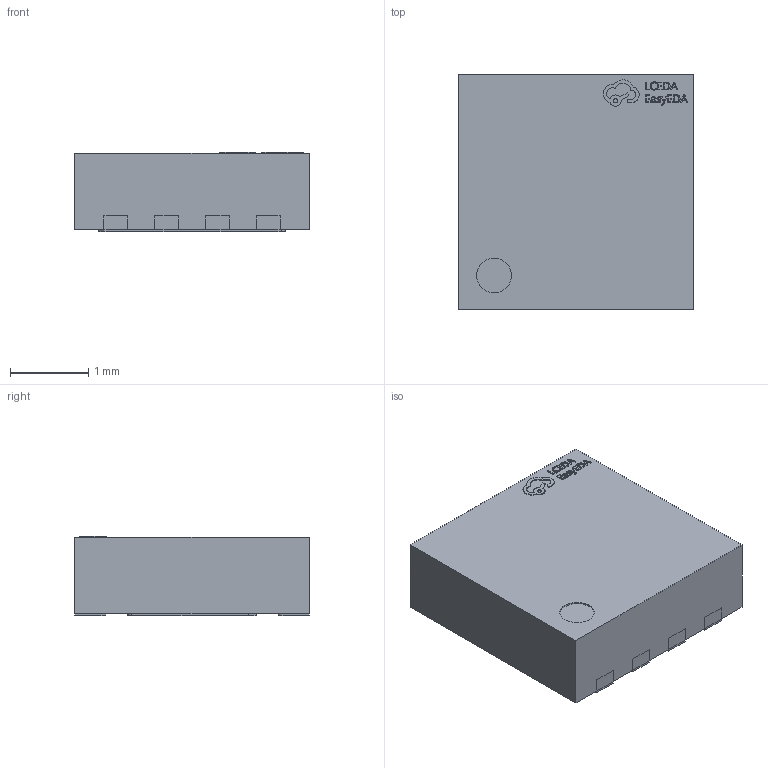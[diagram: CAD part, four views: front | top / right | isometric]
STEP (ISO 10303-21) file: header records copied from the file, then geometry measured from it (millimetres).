
FILE_DESCRIPTION (( 'STEP AP214' ), '1' );
FILE_NAME ('DFN-8_L3.0-W3.0-P0.65-BL-EP-1.step', '2022-06-30T13:28:15', ( '' ), ( '' ), 'SwSTEP 2.0', 'SolidWorks 2020', '' );
FILE_SCHEMA (( 'AUTOMOTIVE_DESIGN' ));
Length unit declared in the file: millimetre
Products named in the file (1): DFN-8_L3.0-W3.0-P0.65-BL-EP-1
Bounding box: 3 x 3 x 1.01 mm (x, y, z)
Surface area: 46.3 mm2
Topology: 18 solids, 18 shells, 478 faces, 1245 edges, 830 vertices
Faces by surface type: plane 313, bspline 112, cylinder 53
Entity records: 20565 total; most frequent: CARTESIAN_POINT 4658, ORIENTED_EDGE 2490, DIRECTION 1857, EDGE_CURVE 1245, LINE 911, VECTOR 911, VERTEX_POINT 830, EDGE_LOOP 505
